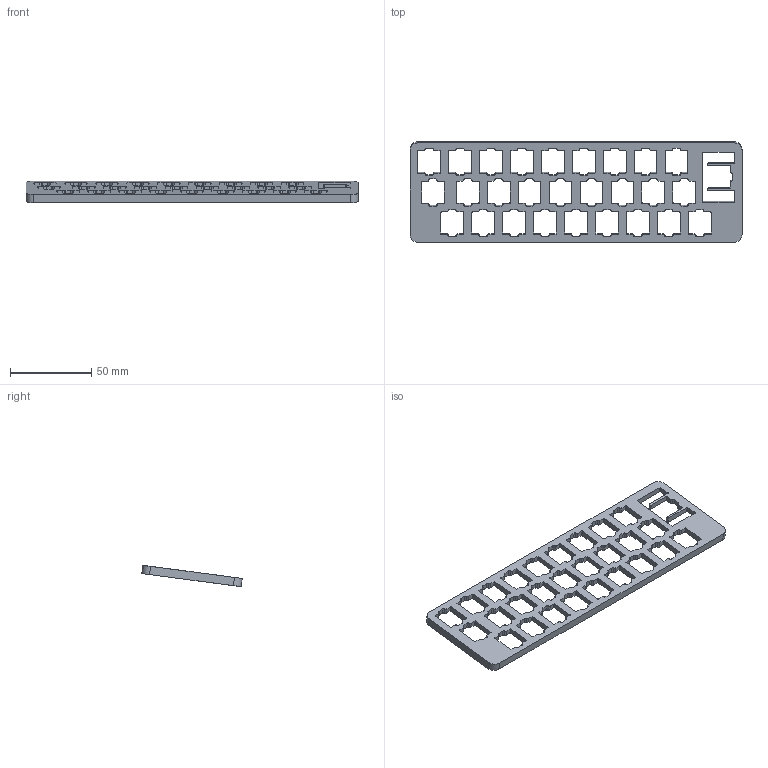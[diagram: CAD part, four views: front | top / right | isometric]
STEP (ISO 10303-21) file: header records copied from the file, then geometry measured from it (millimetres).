
FILE_DESCRIPTION(/* description */ (''),/* implementation_level */ '2;1');
FILE_NAME(/* name */ 'Mute.step',/* time_stamp */ '2022-02-20T20:16:49-08:00',/* author */ (''),/* organization */ (''),/* preprocessor_version */ 'ST-DEVELOPER v18.1',/* originating_system */ 'Autodesk Translation Framework v10.13.0.1454',/* authorisation */ '');
FILE_SCHEMA (('AUTOMOTIVE_DESIGN { 1 0 10303 214 3 1 1 }'));
Length unit declared in the file: millimetre
Products named in the file (1): Mute
Bounding box: 204.53 x 61.79 x 13.1 mm (x, y, z)
Volume: 23870 mm3; surface area: 22279.8 mm2
Topology: 1 solids, 1 shells, 589 faces, 1758 edges, 1172 vertices
Faces by surface type: cylinder 348, plane 241
Entity records: 20220 total; most frequent: DIRECTION 3634, CARTESIAN_POINT 3520, ORIENTED_EDGE 3516, EDGE_CURVE 1758, AXIS2_PLACEMENT_3D 1286, VERTEX_POINT 1172, LINE 1062, VECTOR 1062
